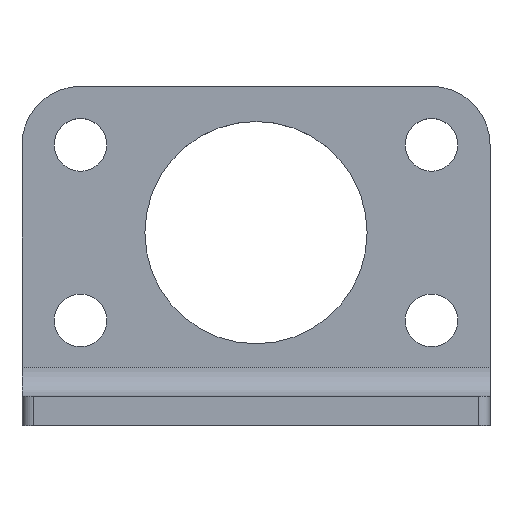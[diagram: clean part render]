
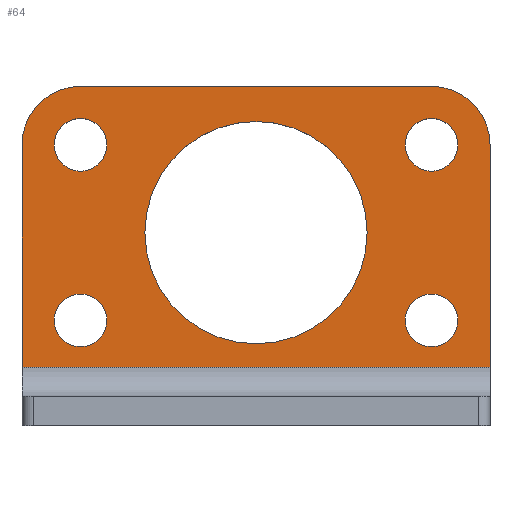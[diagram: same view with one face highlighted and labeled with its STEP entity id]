
A CAD part, top view. The second image highlights one B-rep face of the part: STEP entity #64.
In plain terms, the highlighted planar face has unit normal (0, 0, 1).
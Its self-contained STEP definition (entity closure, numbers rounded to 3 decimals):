
#64=ADVANCED_FACE('',(#113,#114,#115,#116,#117,#118),#119,.T.);
#113=FACE_BOUND('',#183,.T.);
#114=FACE_BOUND('',#184,.T.);
#115=FACE_BOUND('',#185,.T.);
#116=FACE_BOUND('',#186,.T.);
#117=FACE_BOUND('',#187,.T.);
#118=FACE_OUTER_BOUND('',#188,.T.);
#119=PLANE('',#189);
#183=EDGE_LOOP('',(#351,#352));
#184=EDGE_LOOP('',(#353,#354));
#185=EDGE_LOOP('',(#355,#356));
#186=EDGE_LOOP('',(#357,#358));
#187=EDGE_LOOP('',(#359,#360));
#188=EDGE_LOOP('',(#361,#362,#363,#364,#365,#366));
#189=AXIS2_PLACEMENT_3D('',#367,#368,#369);
#351=ORIENTED_EDGE('',*,*,#472,.T.);
#352=ORIENTED_EDGE('',*,*,#488,.T.);
#353=ORIENTED_EDGE('',*,*,#468,.T.);
#354=ORIENTED_EDGE('',*,*,#490,.T.);
#355=ORIENTED_EDGE('',*,*,#464,.T.);
#356=ORIENTED_EDGE('',*,*,#492,.T.);
#357=ORIENTED_EDGE('',*,*,#460,.T.);
#358=ORIENTED_EDGE('',*,*,#494,.T.);
#359=ORIENTED_EDGE('',*,*,#456,.T.);
#360=ORIENTED_EDGE('',*,*,#496,.T.);
#361=ORIENTED_EDGE('',*,*,#515,.T.);
#362=ORIENTED_EDGE('',*,*,#516,.T.);
#363=ORIENTED_EDGE('',*,*,#517,.T.);
#364=ORIENTED_EDGE('',*,*,#518,.T.);
#365=ORIENTED_EDGE('',*,*,#519,.F.);
#366=ORIENTED_EDGE('',*,*,#513,.T.);
#367=CARTESIAN_POINT('',(40.0,34.0,5.0));
#368=DIRECTION('',(0.,-0.0,1.0));
#369=DIRECTION('',(0.0,1.0,0.0));
#456=EDGE_CURVE('',#536,#533,#537,.T.);
#460=EDGE_CURVE('',#544,#541,#545,.T.);
#464=EDGE_CURVE('',#552,#549,#553,.T.);
#468=EDGE_CURVE('',#560,#557,#561,.T.);
#472=EDGE_CURVE('',#568,#565,#569,.T.);
#488=EDGE_CURVE('',#565,#568,#594,.T.);
#490=EDGE_CURVE('',#557,#560,#596,.T.);
#492=EDGE_CURVE('',#549,#552,#598,.T.);
#494=EDGE_CURVE('',#541,#544,#600,.T.);
#496=EDGE_CURVE('',#533,#536,#602,.T.);
#513=EDGE_CURVE('',#633,#631,#634,.T.);
#515=EDGE_CURVE('',#631,#636,#637,.T.);
#516=EDGE_CURVE('',#636,#638,#639,.T.);
#517=EDGE_CURVE('',#638,#640,#641,.T.);
#518=EDGE_CURVE('',#640,#642,#643,.T.);
#519=EDGE_CURVE('',#633,#642,#644,.T.);
#533=VERTEX_POINT('',#663);
#536=VERTEX_POINT('',#667);
#537=CIRCLE('',#668,19.0);
#541=VERTEX_POINT('',#673);
#544=VERTEX_POINT('',#677);
#545=CIRCLE('',#678,4.5);
#549=VERTEX_POINT('',#683);
#552=VERTEX_POINT('',#687);
#553=CIRCLE('',#688,4.5);
#557=VERTEX_POINT('',#693);
#560=VERTEX_POINT('',#697);
#561=CIRCLE('',#698,4.5);
#565=VERTEX_POINT('',#703);
#568=VERTEX_POINT('',#707);
#569=CIRCLE('',#708,4.5);
#594=CIRCLE('',#738,4.5);
#596=CIRCLE('',#740,4.5);
#598=CIRCLE('',#742,4.5);
#600=CIRCLE('',#744,4.5);
#602=CIRCLE('',#746,19.0);
#631=VERTEX_POINT('',#785);
#633=VERTEX_POINT('',#788);
#634=LINE('',#789,#790);
#636=VERTEX_POINT('',#792);
#637=CIRCLE('',#793,10.0);
#638=VERTEX_POINT('',#794);
#639=LINE('',#795,#796);
#640=VERTEX_POINT('',#797);
#641=CIRCLE('',#798,10.0);
#642=VERTEX_POINT('',#799);
#643=LINE('',#800,#801);
#644=LINE('',#802,#803);
#663=CARTESIAN_POINT('',(19.0,33.0,5.0));
#667=CARTESIAN_POINT('',(-19.0,33.0,5.0));
#668=AXIS2_PLACEMENT_3D('',#832,#833,#834);
#673=CARTESIAN_POINT('',(-25.5,18.0,5.0));
#677=CARTESIAN_POINT('',(-34.5,18.0,5.0));
#678=AXIS2_PLACEMENT_3D('',#840,#841,#842);
#683=CARTESIAN_POINT('',(-25.5,48.0,5.0));
#687=CARTESIAN_POINT('',(-34.5,48.0,5.0));
#688=AXIS2_PLACEMENT_3D('',#848,#849,#850);
#693=CARTESIAN_POINT('',(34.5,18.0,5.0));
#697=CARTESIAN_POINT('',(25.5,18.0,5.0));
#698=AXIS2_PLACEMENT_3D('',#856,#857,#858);
#703=CARTESIAN_POINT('',(34.5,48.0,5.0));
#707=CARTESIAN_POINT('',(25.5,48.0,5.0));
#708=AXIS2_PLACEMENT_3D('',#864,#865,#866);
#738=AXIS2_PLACEMENT_3D('',#902,#903,#904);
#740=AXIS2_PLACEMENT_3D('',#908,#909,#910);
#742=AXIS2_PLACEMENT_3D('',#914,#915,#916);
#744=AXIS2_PLACEMENT_3D('',#920,#921,#922);
#746=AXIS2_PLACEMENT_3D('',#926,#927,#928);
#785=CARTESIAN_POINT('',(40.0,48.0,5.0));
#788=CARTESIAN_POINT('',(40.0,10.0,5.0));
#789=CARTESIAN_POINT('',(40.0,29.0,5.0));
#790=VECTOR('',#955,1.0);
#792=CARTESIAN_POINT('',(30.0,58.0,5.0));
#793=AXIS2_PLACEMENT_3D('',#959,#960,#961);
#794=CARTESIAN_POINT('',(-30.0,58.0,5.0));
#795=CARTESIAN_POINT('',(20.0,58.0,5.0));
#796=VECTOR('',#962,1.0);
#797=CARTESIAN_POINT('',(-40.0,48.0,5.0));
#798=AXIS2_PLACEMENT_3D('',#963,#964,#965);
#799=CARTESIAN_POINT('',(-40.0,10.0,5.0));
#800=CARTESIAN_POINT('',(-40.0,29.0,5.0));
#801=VECTOR('',#966,1.0);
#802=CARTESIAN_POINT('',(40.0,10.0,5.0));
#803=VECTOR('',#967,1.0);
#832=CARTESIAN_POINT('',(0.0,33.0,5.0));
#833=DIRECTION('',(0.,-0.0,-1.0));
#834=DIRECTION('',(1.0,0.0,0.));
#840=CARTESIAN_POINT('',(-30.0,18.0,5.0));
#841=DIRECTION('',(0.,-0.0,-1.0));
#842=DIRECTION('',(1.0,0.0,0.));
#848=CARTESIAN_POINT('',(-30.0,48.0,5.0));
#849=DIRECTION('',(0.,-0.0,-1.0));
#850=DIRECTION('',(1.0,0.0,0.));
#856=CARTESIAN_POINT('',(30.0,18.0,5.0));
#857=DIRECTION('',(0.,-0.0,-1.0));
#858=DIRECTION('',(1.0,0.0,0.));
#864=CARTESIAN_POINT('',(30.0,48.0,5.0));
#865=DIRECTION('',(0.,-0.0,-1.0));
#866=DIRECTION('',(1.0,0.0,0.));
#902=CARTESIAN_POINT('',(30.0,48.0,5.0));
#903=DIRECTION('',(0.,-0.0,-1.0));
#904=DIRECTION('',(1.0,0.0,0.));
#908=CARTESIAN_POINT('',(30.0,18.0,5.0));
#909=DIRECTION('',(0.,-0.0,-1.0));
#910=DIRECTION('',(1.0,0.0,0.));
#914=CARTESIAN_POINT('',(-30.0,48.0,5.0));
#915=DIRECTION('',(0.,-0.0,-1.0));
#916=DIRECTION('',(1.0,0.0,0.));
#920=CARTESIAN_POINT('',(-30.0,18.0,5.0));
#921=DIRECTION('',(0.,-0.0,-1.0));
#922=DIRECTION('',(1.0,0.0,0.));
#926=CARTESIAN_POINT('',(0.0,33.0,5.0));
#927=DIRECTION('',(0.,-0.0,-1.0));
#928=DIRECTION('',(1.0,0.0,0.));
#955=DIRECTION('',(-0.0,1.0,0.0));
#959=CARTESIAN_POINT('',(30.0,48.0,5.0));
#960=DIRECTION('',(0.,0.0,1.0));
#961=DIRECTION('',(1.0,0.0,0.));
#962=DIRECTION('',(-1.0,0.0,0.));
#963=CARTESIAN_POINT('',(-30.0,48.0,5.0));
#964=DIRECTION('',(0.,0.0,1.0));
#965=DIRECTION('',(1.0,0.0,0.));
#966=DIRECTION('',(0.0,-1.0,0.0));
#967=DIRECTION('',(-1.0,0.0,0.));
